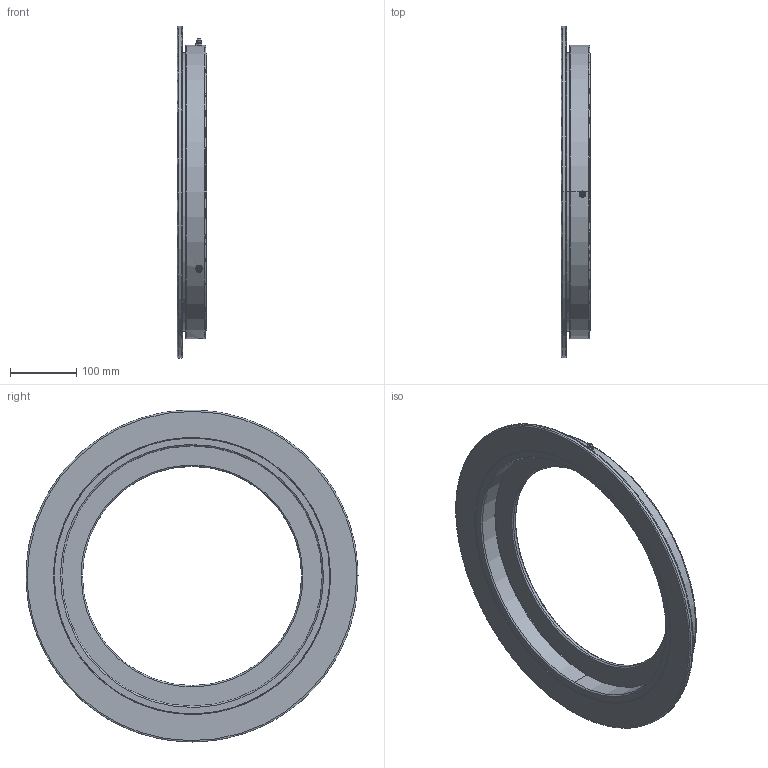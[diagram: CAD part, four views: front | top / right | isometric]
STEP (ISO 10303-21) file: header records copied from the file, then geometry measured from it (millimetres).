
FILE_DESCRIPTION (( 'STEP AP214' ), '1' );
FILE_NAME ('0012661-500L.STEP', '2016-04-12T07:52:58', ( '' ), ( '' ), 'SwSTEP 2.0', 'SolidWorks 2016', '' );
FILE_SCHEMA (( 'AUTOMOTIVE_DESIGN' ));
Length unit declared in the file: millimetre
Products named in the file (1): 0012661-500L
Bounding box: 45 x 500 x 500 mm (x, y, z)
Volume: 1904323.9 mm3; surface area: 405859.3 mm2
Topology: 4 solids, 4 shells, 203 faces, 535 edges, 341 vertices
Faces by surface type: cone 72, cylinder 45, bspline 40, plane 40, torus 6
Entity records: 12341 total; most frequent: CARTESIAN_POINT 5339, ORIENTED_EDGE 1050, DIRECTION 963, EDGE_CURVE 525, AXIS2_PLACEMENT_3D 413, VERTEX_POINT 341, CIRCLE 249, EDGE_LOOP 230
